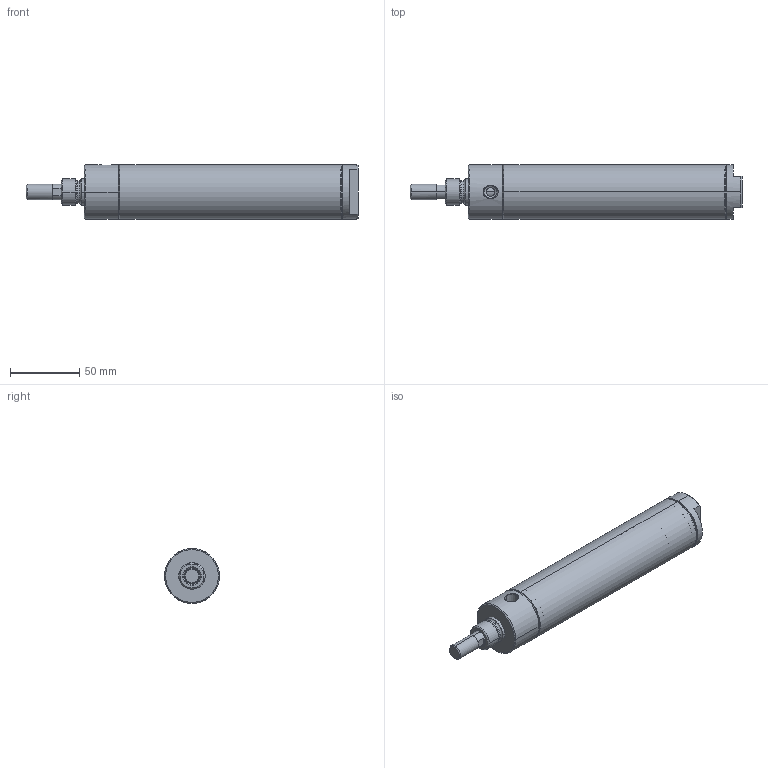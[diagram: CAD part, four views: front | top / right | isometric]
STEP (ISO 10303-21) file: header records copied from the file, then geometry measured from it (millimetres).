
FILE_DESCRIPTION (( 'STEP AP203' ), '1' );
FILE_NAME ('F24050DN.step', '2021-11-04T15:11:18', ( '' ), ( '' ), 'SwSTEP 2.0', 'SolidWorks 2021', '' );
FILE_SCHEMA (( 'CONFIG_CONTROL_DESIGN' ));
Length unit declared in the file: millimetre
Products named in the file (5): F24050DN_3; F24050DN_5; F24050DN_9; F24050DN; F24050DN_7
Assembly tree (4 placements, depth 2):
  F24050DN
    F24050DN_3
    F24050DN_5
    F24050DN_7
    F24050DN_9
Bounding box: 239.73 x 39.62 x 39.62 mm (x, y, z)
Volume: 107919.5 mm3; surface area: 67055.7 mm2
Topology: 4 solids, 4 shells, 126 faces, 273 edges, 163 vertices
Faces by surface type: cone 52, cylinder 42, plane 28, torus 4
Entity records: 4099 total; most frequent: CARTESIAN_POINT 717, DIRECTION 680, ORIENTED_EDGE 546, AXIS2_PLACEMENT_3D 284, EDGE_CURVE 273, VERTEX_POINT 163, CIRCLE 151, EDGE_LOOP 142
